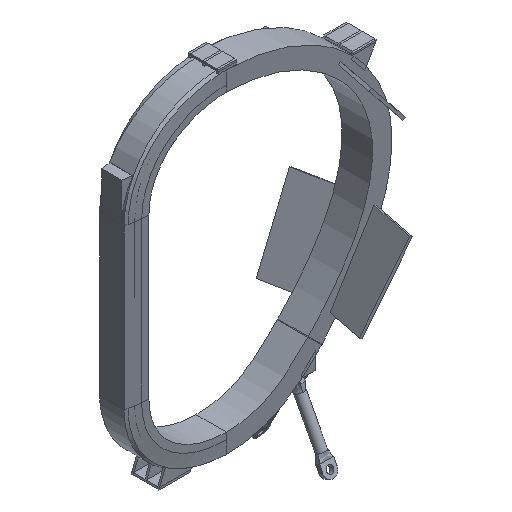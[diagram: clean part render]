
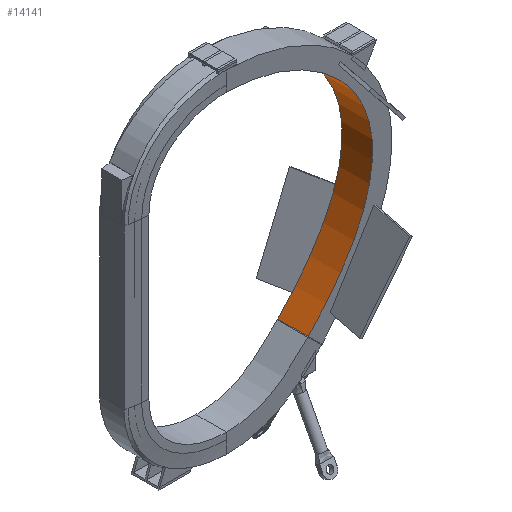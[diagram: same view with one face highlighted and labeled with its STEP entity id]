
A CAD part, isometric view. The second image highlights one B-rep face of the part: STEP entity #14141.
In plain terms, the highlighted free-form (B-spline) face has degree [1, 3] with [2, 4] control points.
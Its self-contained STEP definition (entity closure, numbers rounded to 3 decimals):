
#1668 = PLANE('',#1669);
#1669 = AXIS2_PLACEMENT_3D('',#1670,#1671,#1672);
#1670 = CARTESIAN_POINT('',(14085.433,-811.44,
    2398.346));
#1671 = DIRECTION('',(0.,1.,0.));
#1672 = DIRECTION('',(0.932,0.,0.362)
  );
#3951 = PLANE('',#3952);
#3952 = AXIS2_PLACEMENT_3D('',#3953,#3954,#3955);
#3953 = CARTESIAN_POINT('',(14085.433,811.44,
    2398.346));
#3954 = DIRECTION('',(0.,-1.,0.));
#3955 = DIRECTION('',(-0.932,0.,-0.362
    ));
#8805 = EDGE_CURVE('',#8806,#8808,#8810,.T.);
#8806 = VERTEX_POINT('',#8807);
#8807 = CARTESIAN_POINT('',(8605.038,-811.44,
    7244.378));
#8808 = VERTEX_POINT('',#8809);
#8809 = CARTESIAN_POINT('',(12971.543,-811.44,
    -6231.368));
#8810 = SURFACE_CURVE('',#8811,(#8816,#8824),.PCURVE_S1.);
#8811 = B_SPLINE_CURVE_WITH_KNOTS('',3,(#8812,#8813,#8814,#8815),
  .UNSPECIFIED.,.F.,.F.,(4,4),(0.,1.),.PIECEWISE_BEZIER_KNOTS.);
#8812 = CARTESIAN_POINT('',(8605.038,-811.44,
    7244.378));
#8813 = CARTESIAN_POINT('',(14271.248,-811.44,
    7244.378));
#8814 = CARTESIAN_POINT('',(20417.176,-811.44,
    1459.284));
#8815 = CARTESIAN_POINT('',(12971.543,-811.44,
    -6231.368));
#8816 = PCURVE('',#1668,#8817);
#8817 = DEFINITIONAL_REPRESENTATION('',(#8818),#8823);
#8818 = B_SPLINE_CURVE_WITH_KNOTS('',3,(#8819,#8820,#8821,#8822),
  .UNSPECIFIED.,.F.,.F.,(4,4),(0.,1.),.PIECEWISE_BEZIER_KNOTS.);
#8819 = CARTESIAN_POINT('',(-3351.588,-6502.739));
#8820 = CARTESIAN_POINT('',(1929.429,-4449.254));
#8821 = CARTESIAN_POINT('',(5560.983,3169.903));
#8822 = CARTESIAN_POINT('',(-4165.651,7639.376));
#8823 = ( GEOMETRIC_REPRESENTATION_CONTEXT(2) 
PARAMETRIC_REPRESENTATION_CONTEXT() REPRESENTATION_CONTEXT('2D SPACE',''
  ) );
#8824 = PCURVE('',#8825,#8834);
#8825 = B_SPLINE_SURFACE_WITH_KNOTS('',1,3,(
    (#8826,#8827,#8828,#8829)
    ,(#8830,#8831,#8832,#8833
    )),.UNSPECIFIED.,.F.,.F.,.F.,(2,2),(4,4),(1.,2.),(0.,1.),
  .PIECEWISE_BEZIER_KNOTS.);
#8826 = CARTESIAN_POINT('',(8605.038,811.44,
    7244.378));
#8827 = CARTESIAN_POINT('',(14271.248,811.44,
    7244.378));
#8828 = CARTESIAN_POINT('',(20417.176,811.44,
    1459.284));
#8829 = CARTESIAN_POINT('',(12971.543,811.44,
    -6231.368));
#8830 = CARTESIAN_POINT('',(8605.038,-811.44,
    7244.378));
#8831 = CARTESIAN_POINT('',(14271.248,-811.44,
    7244.378));
#8832 = CARTESIAN_POINT('',(20417.176,-811.44,
    1459.284));
#8833 = CARTESIAN_POINT('',(12971.543,-811.44,
    -6231.368));
#8834 = DEFINITIONAL_REPRESENTATION('',(#8835),#8838);
#8835 = B_SPLINE_CURVE_WITH_KNOTS('',1,(#8836,#8837),.UNSPECIFIED.,.F.,
  .F.,(2,2),(0.,1.),.PIECEWISE_BEZIER_KNOTS.);
#8836 = CARTESIAN_POINT('',(2.,0.));
#8837 = CARTESIAN_POINT('',(2.,1.));
#8838 = ( GEOMETRIC_REPRESENTATION_CONTEXT(2) 
PARAMETRIC_REPRESENTATION_CONTEXT() REPRESENTATION_CONTEXT('2D SPACE',''
  ) );
#9796 = VERTEX_POINT('',#9797);
#9797 = CARTESIAN_POINT('',(8605.038,811.44,
    7244.378));
#9820 = EDGE_CURVE('',#9796,#9821,#9823,.T.);
#9821 = VERTEX_POINT('',#9822);
#9822 = CARTESIAN_POINT('',(12971.543,811.44,
    -6231.368));
#9823 = SURFACE_CURVE('',#9824,(#9840,#9859),.PCURVE_S1.);
#9824 = B_SPLINE_CURVE_WITH_KNOTS('',8,(#9825,#9826,#9827,#9828,#9829,
    #9830,#9831,#9832,#9833,#9834,#9835,#9836,#9837,#9838,#9839),
  .UNSPECIFIED.,.F.,.F.,(9,6,9),(0.,0.5,1.),.UNSPECIFIED.);
#9825 = CARTESIAN_POINT('',(8605.038,811.44,
    7244.378));
#9826 = CARTESIAN_POINT('',(9667.453,811.44,
    7244.378));
#9827 = CARTESIAN_POINT('',(10742.717,811.44,
    7089.42));
#9828 = CARTESIAN_POINT('',(11799.421,811.44,
    6788.164));
#9829 = CARTESIAN_POINT('',(12806.157,811.44,
    6349.27));
#9830 = CARTESIAN_POINT('',(13731.515,811.44,
    5781.396));
#9831 = CARTESIAN_POINT('',(14544.086,811.44,
    5093.204));
#9832 = CARTESIAN_POINT('',(15880.837,811.44,
    3493.5));
#9833 = CARTESIAN_POINT('',(16515.167,811.44,
    1481.796));
#9834 = CARTESIAN_POINT('',(16625.318,811.44,
    381.604));
#9835 = CARTESIAN_POINT('',(16497.046,811.44,
    -804.268));
#9836 = CARTESIAN_POINT('',(16098.942,811.44,
    -2067.161));
#9837 = CARTESIAN_POINT('',(15399.596,811.44,
    -3398.415));
#9838 = CARTESIAN_POINT('',(14367.599,811.44,
    -4789.371));
#9839 = CARTESIAN_POINT('',(12971.543,811.44,
    -6231.368));
#9840 = PCURVE('',#3951,#9841);
#9841 = DEFINITIONAL_REPRESENTATION('',(#9842),#9858);
#9842 = B_SPLINE_CURVE_WITH_KNOTS('',8,(#9843,#9844,#9845,#9846,#9847,
    #9848,#9849,#9850,#9851,#9852,#9853,#9854,#9855,#9856,#9857),
  .UNSPECIFIED.,.F.,.F.,(9,6,9),(0.,0.5,1.),.UNSPECIFIED.);
#9843 = CARTESIAN_POINT('',(3351.588,-6502.739));
#9844 = CARTESIAN_POINT('',(2361.397,-6117.71));
#9845 = CARTESIAN_POINT('',(1415.389,-5583.602));
#9846 = CARTESIAN_POINT('',(539.698,-4919.866));
#9847 = CARTESIAN_POINT('',(-239.54,-4145.958));
#9848 = CARTESIAN_POINT('',(-896.19,-3281.331));
#9849 = CARTESIAN_POINT('',(-1404.114,-2345.439));
#9850 = CARTESIAN_POINT('',(-2070.245,-370.034));
#9851 = CARTESIAN_POINT('',(-1932.394,1734.799));
#9852 = CARTESIAN_POINT('',(-1636.338,2800.119));
#9853 = CARTESIAN_POINT('',(-1087.015,3858.887));
#9854 = CARTESIAN_POINT('',(-258.29,4891.651));
#9855 = CARTESIAN_POINT('',(875.972,5878.957));
#9856 = CARTESIAN_POINT('',(2341.907,6801.35));
#9857 = CARTESIAN_POINT('',(4165.651,7639.376));
#9858 = ( GEOMETRIC_REPRESENTATION_CONTEXT(2) 
PARAMETRIC_REPRESENTATION_CONTEXT() REPRESENTATION_CONTEXT('2D SPACE',''
  ) );
#9859 = PCURVE('',#8825,#9860);
#9860 = DEFINITIONAL_REPRESENTATION('',(#9861),#9864);
#9861 = B_SPLINE_CURVE_WITH_KNOTS('',1,(#9862,#9863),.UNSPECIFIED.,.F.,
  .F.,(2,2),(0.,1.),.PIECEWISE_BEZIER_KNOTS.);
#9862 = CARTESIAN_POINT('',(1.,0.));
#9863 = CARTESIAN_POINT('',(1.,1.));
#9864 = ( GEOMETRIC_REPRESENTATION_CONTEXT(2) 
PARAMETRIC_REPRESENTATION_CONTEXT() REPRESENTATION_CONTEXT('2D SPACE',''
  ) );
#14141 = ADVANCED_FACE('',(#14142),#8825,.F.);
#14142 = FACE_BOUND('',#14143,.F.);
#14143 = EDGE_LOOP('',(#14144,#14145,#14172,#14173));
#14144 = ORIENTED_EDGE('',*,*,#9820,.F.);
#14145 = ORIENTED_EDGE('',*,*,#14146,.T.);
#14146 = EDGE_CURVE('',#9796,#8806,#14147,.T.);
#14147 = SURFACE_CURVE('',#14148,(#14151,#14157),.PCURVE_S1.);
#14148 = B_SPLINE_CURVE_WITH_KNOTS('',1,(#14149,#14150),.UNSPECIFIED.,
  .F.,.F.,(2,2),(1.,2.),.PIECEWISE_BEZIER_KNOTS.);
#14149 = CARTESIAN_POINT('',(8605.038,811.44,
    7244.378));
#14150 = CARTESIAN_POINT('',(8605.038,-811.44,
    7244.378));
#14151 = PCURVE('',#8825,#14152);
#14152 = DEFINITIONAL_REPRESENTATION('',(#14153),#14156);
#14153 = B_SPLINE_CURVE_WITH_KNOTS('',1,(#14154,#14155),.UNSPECIFIED.,
  .F.,.F.,(2,2),(1.,2.),.PIECEWISE_BEZIER_KNOTS.);
#14154 = CARTESIAN_POINT('',(1.,0.));
#14155 = CARTESIAN_POINT('',(2.,0.));
#14156 = ( GEOMETRIC_REPRESENTATION_CONTEXT(2) 
PARAMETRIC_REPRESENTATION_CONTEXT() REPRESENTATION_CONTEXT('2D SPACE',''
  ) );
#14157 = PCURVE('',#14158,#14167);
#14158 = B_SPLINE_SURFACE_WITH_KNOTS('',1,3,(
    (#14159,#14160,#14161,#14162)
    ,(#14163,#14164,#14165,#14166
    )),.UNSPECIFIED.,.F.,.F.,.F.,(2,2),(4,4),(7.,8.),(0.,1.),
  .PIECEWISE_BEZIER_KNOTS.);
#14159 = CARTESIAN_POINT('',(4466.,-811.44,
    3640.383));
#14160 = CARTESIAN_POINT('',(4466.,-811.44,
    5835.666));
#14161 = CARTESIAN_POINT('',(6409.755,-811.44,
    7244.378));
#14162 = CARTESIAN_POINT('',(8605.038,-811.44,
    7244.378));
#14163 = CARTESIAN_POINT('',(4466.,811.44,
    3640.383));
#14164 = CARTESIAN_POINT('',(4466.,811.44,
    5835.666));
#14165 = CARTESIAN_POINT('',(6409.755,811.44,
    7244.378));
#14166 = CARTESIAN_POINT('',(8605.038,811.44,
    7244.378));
#14167 = DEFINITIONAL_REPRESENTATION('',(#14168),#14171);
#14168 = B_SPLINE_CURVE_WITH_KNOTS('',1,(#14169,#14170),.UNSPECIFIED.,
  .F.,.F.,(2,2),(1.,2.),.PIECEWISE_BEZIER_KNOTS.);
#14169 = CARTESIAN_POINT('',(8.,1.));
#14170 = CARTESIAN_POINT('',(7.,1.));
#14171 = ( GEOMETRIC_REPRESENTATION_CONTEXT(2) 
PARAMETRIC_REPRESENTATION_CONTEXT() REPRESENTATION_CONTEXT('2D SPACE',''
  ) );
#14172 = ORIENTED_EDGE('',*,*,#8805,.T.);
#14173 = ORIENTED_EDGE('',*,*,#14174,.F.);
#14174 = EDGE_CURVE('',#9821,#8808,#14175,.T.);
#14175 = SURFACE_CURVE('',#14176,(#14179,#14185),.PCURVE_S1.);
#14176 = B_SPLINE_CURVE_WITH_KNOTS('',1,(#14177,#14178),.UNSPECIFIED.,
  .F.,.F.,(2,2),(1.,2.),.PIECEWISE_BEZIER_KNOTS.);
#14177 = CARTESIAN_POINT('',(12971.543,811.44,
    -6231.368));
#14178 = CARTESIAN_POINT('',(12971.543,-811.44,
    -6231.368));
#14179 = PCURVE('',#8825,#14180);
#14180 = DEFINITIONAL_REPRESENTATION('',(#14181),#14184);
#14181 = B_SPLINE_CURVE_WITH_KNOTS('',1,(#14182,#14183),.UNSPECIFIED.,
  .F.,.F.,(2,2),(1.,2.),.PIECEWISE_BEZIER_KNOTS.);
#14182 = CARTESIAN_POINT('',(1.,1.));
#14183 = CARTESIAN_POINT('',(2.,1.));
#14184 = ( GEOMETRIC_REPRESENTATION_CONTEXT(2) 
PARAMETRIC_REPRESENTATION_CONTEXT() REPRESENTATION_CONTEXT('2D SPACE',''
  ) );
#14185 = PCURVE('',#14186,#14191);
#14186 = PLANE('',#14187);
#14187 = AXIS2_PLACEMENT_3D('',#14188,#14189,#14190);
#14188 = CARTESIAN_POINT('',(12960.329,0.,-6242.951));
#14189 = DIRECTION('',(0.718,0.,-0.696));
#14190 = DIRECTION('',(0.,-1.,-0.));
#14191 = DEFINITIONAL_REPRESENTATION('',(#14192),#14195);
#14192 = B_SPLINE_CURVE_WITH_KNOTS('',1,(#14193,#14194),.UNSPECIFIED.,
  .F.,.F.,(2,2),(1.,2.),.PIECEWISE_BEZIER_KNOTS.);
#14193 = CARTESIAN_POINT('',(-811.44,-16.122));
#14194 = CARTESIAN_POINT('',(811.44,-16.122));
#14195 = ( GEOMETRIC_REPRESENTATION_CONTEXT(2) 
PARAMETRIC_REPRESENTATION_CONTEXT() REPRESENTATION_CONTEXT('2D SPACE',''
  ) );
